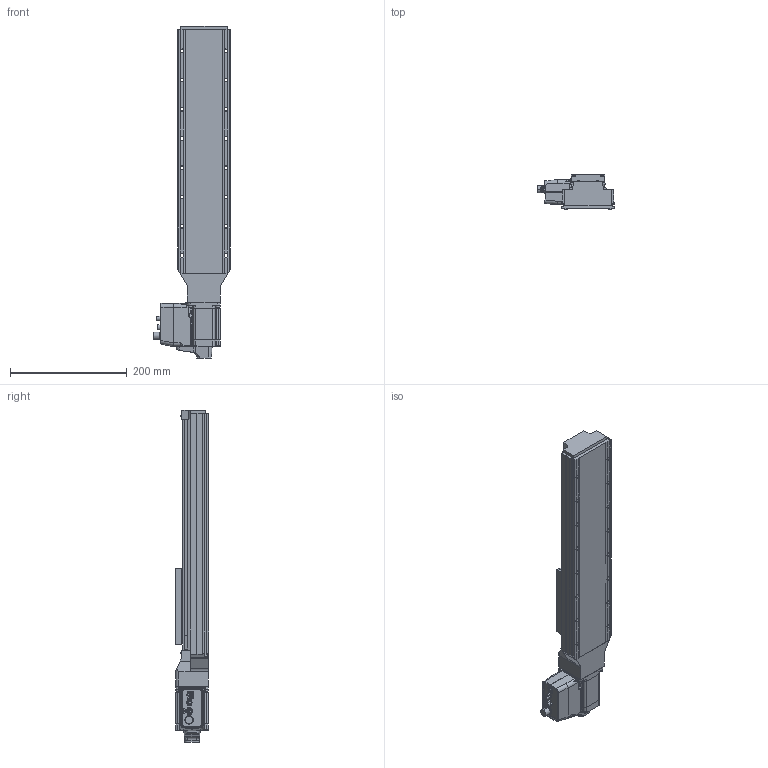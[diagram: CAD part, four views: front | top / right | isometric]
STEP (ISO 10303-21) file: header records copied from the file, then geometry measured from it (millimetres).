
FILE_DESCRIPTION (( 'STEP AP203' ), '1' );
FILE_NAME ('X-LRT0250xL-E08C.step', '2023-05-25T20:47:26', ( '' ), ( '' ), 'SwSTEP 2.0', 'SolidWorks 2019', '' );
FILE_SCHEMA (( 'CONFIG_CONTROL_DESIGN' ));
Length unit declared in the file: millimetre
Products named in the file (4): X-LRT0250xL-E08C; LRT_base^LRT_LRT0250; LRT_carriage^LRT_LRT; LRT_motor^LRT_X-LRT-E08
Assembly tree (3 placements, depth 2):
  X-LRT0250xL-E08C
    LRT_base^LRT_LRT0250
    LRT_motor^LRT_X-LRT-E08
    LRT_carriage^LRT_LRT
Bounding box: 131 x 58 x 567.8 mm (x, y, z)
Volume: 2072520.8 mm3; surface area: 301019.9 mm2
Topology: 33 solids, 33 shells, 881 faces, 2256 edges, 1488 vertices
Faces by surface type: plane 522, cylinder 313, bspline 20, cone 14, torus 8, sphere 4
Entity records: 28277 total; most frequent: CARTESIAN_POINT 6230, DIRECTION 4504, ORIENTED_EDGE 4480, EDGE_CURVE 2240, AXIS2_PLACEMENT_3D 1527, VERTEX_POINT 1480, VECTOR 1450, LINE 1450
